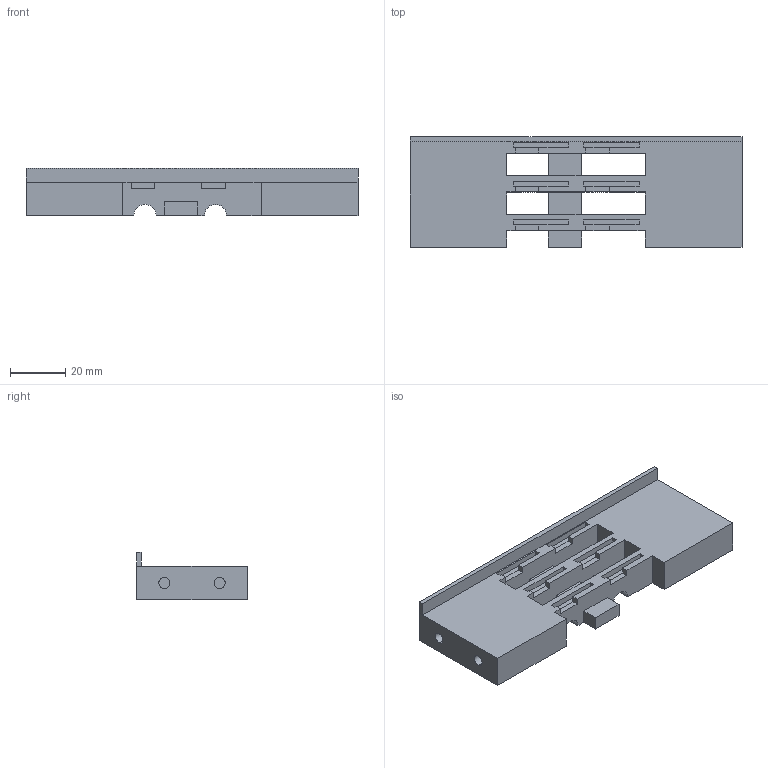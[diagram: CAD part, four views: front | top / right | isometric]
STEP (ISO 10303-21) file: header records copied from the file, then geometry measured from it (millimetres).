
FILE_DESCRIPTION(/* description */ ('VariCAD 2019-1.04 AP-214'),/* implementation_level */ '2;1');
FILE_NAME(/* name */ 'PMOD-supportblock.stp',/* time_stamp */ '2025-03-24T15:51:15-05:00',/* author */ (''),/* organization */ (''),/* preprocessor_version */ 'VariCAD 2019-1.04',/* originating_system */ 'VariCAD 2019-1.04; kernel version (20180118)',/* authorisation */ '');
FILE_SCHEMA(('AUTOMOTIVE_DESIGN'));
Length unit declared in the file: millimetre
Products named in the file (3): PMOD-supportblock
Assembly tree (2 placements, depth 2):
  PMOD-supportblock
    (unnamed)
    (unnamed)
Bounding box: 120 x 40 x 17 mm (x, y, z)
Volume: 44646.1 mm3; surface area: 16956.7 mm2
Topology: 2 solids, 2 shells, 113 faces, 311 edges, 200 vertices
Faces by surface type: plane 99, cylinder 14
Entity records: 4082 total; most frequent: CARTESIAN_POINT 631, ORIENTED_EDGE 622, DIRECTION 579, EDGE_CURVE 311, LINE 283, VECTOR 283, VERTEX_POINT 200, AXIS2_PLACEMENT_3D 148
